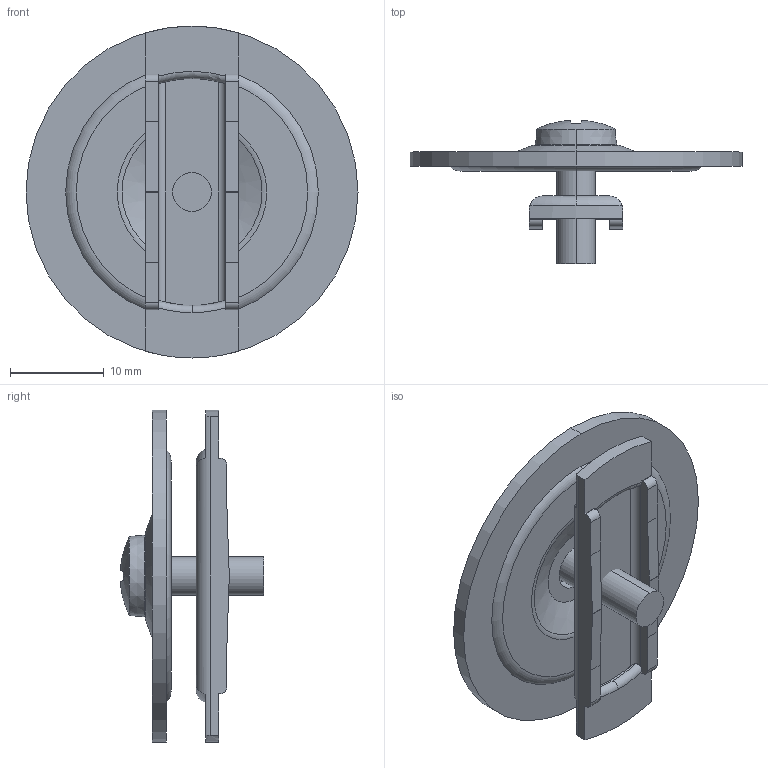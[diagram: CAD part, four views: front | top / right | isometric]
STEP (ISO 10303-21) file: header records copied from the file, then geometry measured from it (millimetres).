
FILE_DESCRIPTION (( 'STEP AP214' ), '1' );
FILE_NAME ('KOF-75-BP.STEP', '2019-04-16T02:14:40', ( '' ), ( '' ), 'SwSTEP 2.0', 'SolidWorks 2013', '' );
FILE_SCHEMA (( 'AUTOMOTIVE_DESIGN' ));
Length unit declared in the file: millimetre
Products named in the file (4): KOF-75-BP; Binding Head Screw_AI_CR-BHMS 0.164-32x0.5x0.5-N; 102100-001_KOF-75; 102102-001_KOF Clamp-75
Assembly tree (3 placements, depth 2):
  KOF-75-BP
    102100-001_KOF-75
    102102-001_KOF Clamp-75
    Binding Head Screw_AI_CR-BHMS 0.164-32x0.5x0.5-N
Bounding box: 35.51 x 15.33 x 35.51 mm (x, y, z)
Volume: 2426.2 mm3; surface area: 3539.7 mm2
Topology: 3 solids, 3 shells, 127 faces, 323 edges, 211 vertices
Faces by surface type: plane 67, cylinder 24, torus 14, bspline 14, cone 6, sphere 2
Entity records: 4752 total; most frequent: CARTESIAN_POINT 1542, ORIENTED_EDGE 646, DIRECTION 612, EDGE_CURVE 323, AXIS2_PLACEMENT_3D 219, VERTEX_POINT 211, VECTOR 174, LINE 174
